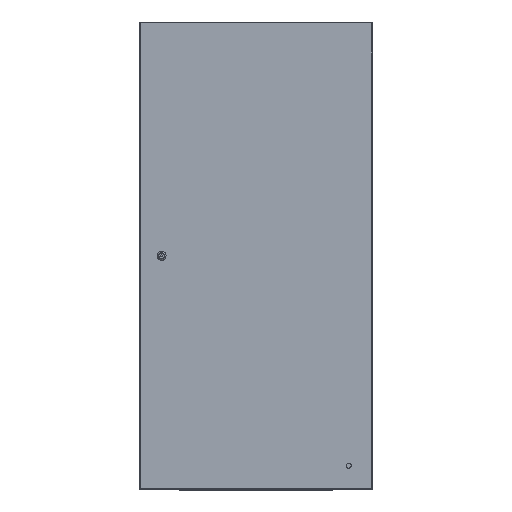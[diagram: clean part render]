
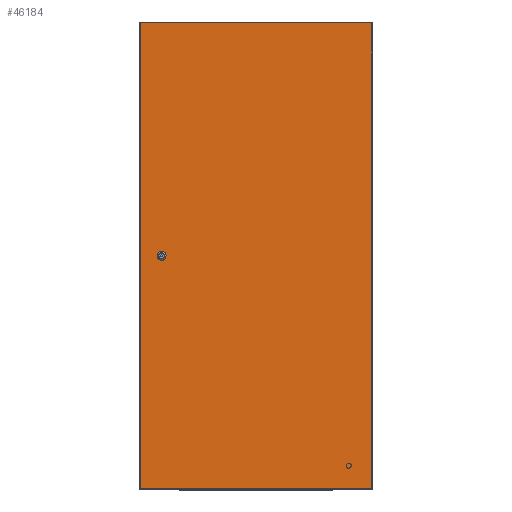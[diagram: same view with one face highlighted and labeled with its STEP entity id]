
A CAD part, top view. The second image highlights one B-rep face of the part: STEP entity #46184.
In plain terms, the highlighted planar face has unit normal (0, 0, 1).
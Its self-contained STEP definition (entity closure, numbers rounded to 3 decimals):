
#2676 = LINE ( 'NONE', #18004, #38652 ) ;
#2729 = CIRCLE ( 'NONE', #37294, 11.5 ) ;
#3148 = PLANE ( 'NONE',  #41604 ) ;
#4180 = ORIENTED_EDGE ( 'NONE', *, *, #47836, .T. ) ;
#4389 = DIRECTION ( 'NONE',  ( 0., -1., 0. ) ) ;
#6936 = VERTEX_POINT ( 'NONE', #35206 ) ;
#7576 = DIRECTION ( 'NONE',  ( -1., 0., 0. ) ) ;
#8574 = EDGE_LOOP ( 'NONE', ( #9945, #11352, #4180, #47135 ) ) ;
#8659 = LINE ( 'NONE', #11930, #32326 ) ;
#9017 = CARTESIAN_POINT ( 'NONE',  ( -242.5, 0., 0. ) ) ;
#9945 = ORIENTED_EDGE ( 'NONE', *, *, #49049, .T. ) ;
#11352 = ORIENTED_EDGE ( 'NONE', *, *, #35407, .T. ) ;
#11930 = CARTESIAN_POINT ( 'NONE',  ( -297.5, 598.5, 0. ) ) ;
#12726 = FACE_BOUND ( 'NONE', #39744, .T. ) ;
#13033 = ORIENTED_EDGE ( 'NONE', *, *, #19098, .F. ) ;
#14166 = EDGE_CURVE ( 'NONE', #18629, #19348, #15113, .T. ) ;
#15113 = LINE ( 'NONE', #42045, #46149 ) ;
#15682 = CARTESIAN_POINT ( 'NONE',  ( 297.5, -598.5, 0. ) ) ;
#16544 = DIRECTION ( 'NONE',  ( 0., 0., 1. ) ) ;
#17418 = CIRCLE ( 'NONE', #45529, 11.5 ) ;
#17891 = ORIENTED_EDGE ( 'NONE', *, *, #40461, .F. ) ;
#18004 = CARTESIAN_POINT ( 'NONE',  ( 297.5, 598.5, 0. ) ) ;
#18439 = VECTOR ( 'NONE', #30543, 1000. ) ;
#18629 = VERTEX_POINT ( 'NONE', #24101 ) ;
#19098 = EDGE_CURVE ( 'NONE', #23287, #6936, #17418, .T. ) ;
#19348 = VERTEX_POINT ( 'NONE', #34066 ) ;
#20737 = VERTEX_POINT ( 'NONE', #22710 ) ;
#20740 = VERTEX_POINT ( 'NONE', #15682 ) ;
#22395 = CARTESIAN_POINT ( 'NONE',  ( -231., 0., 0. ) ) ;
#22482 = DIRECTION ( 'NONE',  ( 1., 0., 0. ) ) ;
#22710 = CARTESIAN_POINT ( 'NONE',  ( -297.5, -598.5, 0. ) ) ;
#23287 = VERTEX_POINT ( 'NONE', #22395 ) ;
#24101 = CARTESIAN_POINT ( 'NONE',  ( 297.5, 598.5, 0. ) ) ;
#29309 = FACE_OUTER_BOUND ( 'NONE', #8574, .T. ) ;
#29813 = CARTESIAN_POINT ( 'NONE',  ( 0., 0., 0. ) ) ;
#30296 = LINE ( 'NONE', #38349, #18439 ) ;
#30543 = DIRECTION ( 'NONE',  ( 1., 0., 0. ) ) ;
#31357 = CARTESIAN_POINT ( 'NONE',  ( -242.5, 0., 0. ) ) ;
#31659 = DIRECTION ( 'NONE',  ( 1., 0., 0. ) ) ;
#32326 = VECTOR ( 'NONE', #4389, 1000. ) ;
#33362 = DIRECTION ( 'NONE',  ( 0., 1., 0. ) ) ;
#34066 = CARTESIAN_POINT ( 'NONE',  ( -297.5, 598.5, 0. ) ) ;
#35206 = CARTESIAN_POINT ( 'NONE',  ( -254., 0., 0. ) ) ;
#35407 = EDGE_CURVE ( 'NONE', #20737, #20740, #30296, .T. ) ;
#35881 = DIRECTION ( 'NONE',  ( 1., 0., 0. ) ) ;
#37294 = AXIS2_PLACEMENT_3D ( 'NONE', #9017, #16544, #31659 ) ;
#38349 = CARTESIAN_POINT ( 'NONE',  ( -297.5, -598.5, 0. ) ) ;
#38652 = VECTOR ( 'NONE', #33362, 1000. ) ;
#39744 = EDGE_LOOP ( 'NONE', ( #13033, #17891 ) ) ;
#40461 = EDGE_CURVE ( 'NONE', #6936, #23287, #2729, .T. ) ;
#41604 = AXIS2_PLACEMENT_3D ( 'NONE', #29813, #41871, #22482 ) ;
#41871 = DIRECTION ( 'NONE',  ( 0., 0., 1. ) ) ;
#42045 = CARTESIAN_POINT ( 'NONE',  ( -297.5, 598.5, 0. ) ) ;
#45529 = AXIS2_PLACEMENT_3D ( 'NONE', #31357, #46686, #35881 ) ;
#46149 = VECTOR ( 'NONE', #7576, 1000. ) ;
#46184 = ADVANCED_FACE ( 'NONE', ( #12726, #29309 ), #3148, .T. ) ;
#46686 = DIRECTION ( 'NONE',  ( 0., 0., 1. ) ) ;
#47135 = ORIENTED_EDGE ( 'NONE', *, *, #14166, .T. ) ;
#47836 = EDGE_CURVE ( 'NONE', #20740, #18629, #2676, .T. ) ;
#49049 = EDGE_CURVE ( 'NONE', #19348, #20737, #8659, .T. ) ;
